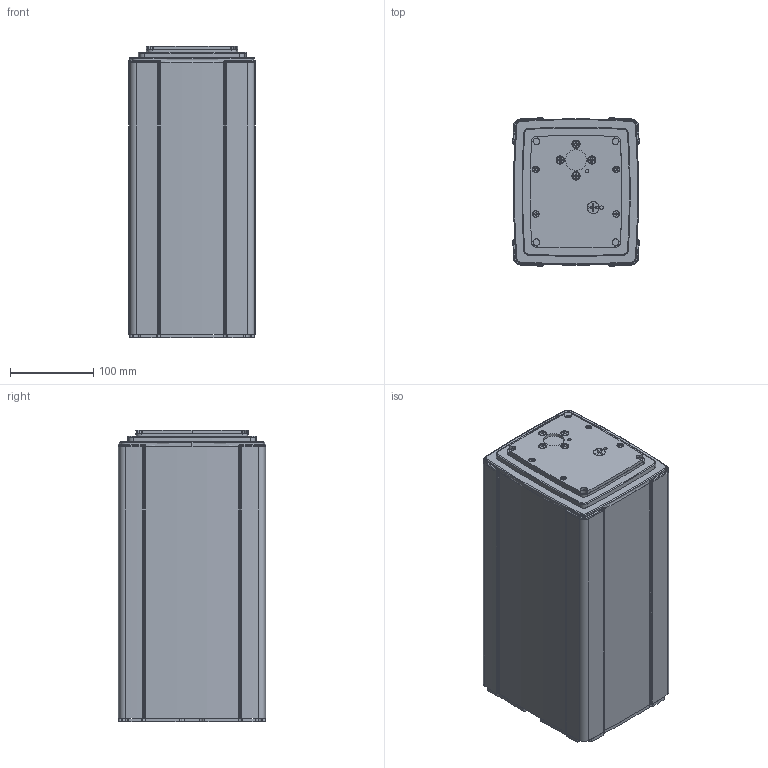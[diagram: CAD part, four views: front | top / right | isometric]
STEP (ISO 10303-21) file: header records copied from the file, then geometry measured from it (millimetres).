
FILE_DESCRIPTION (( 'STEP AP203' ), '1' );
FILE_NAME ('產品三維模型圖-TL3上出線-A.STEP', '2016-09-07T01:31:57', ( '' ), ( '' ), 'SwSTEP 2.0', 'SolidWorks 2015', '' );
FILE_SCHEMA (( 'CONFIG_CONTROL_DESIGN' ));
Length unit declared in the file: millimetre
Products named in the file (1): 產品三維模型圖-TL3上出線-A
Bounding box: 151.79 x 177.47 x 350 mm (x, y, z)
Volume: 8995747.4 mm3; surface area: 372273.2 mm2
Topology: 1 solids, 5 shells, 691 faces, 1719 edges, 1089 vertices
Faces by surface type: plane 279, cylinder 258, cone 94, torus 60
Entity records: 20819 total; most frequent: DIRECTION 3876, CARTESIAN_POINT 3558, ORIENTED_EDGE 3438, EDGE_CURVE 1719, AXIS2_PLACEMENT_3D 1479, VERTEX_POINT 1089, LINE 918, VECTOR 918
